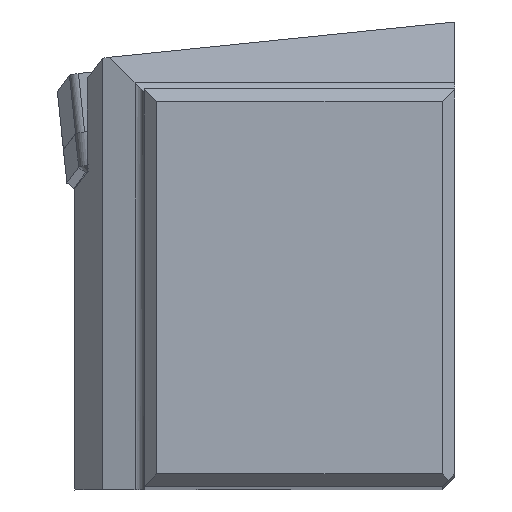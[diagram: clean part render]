
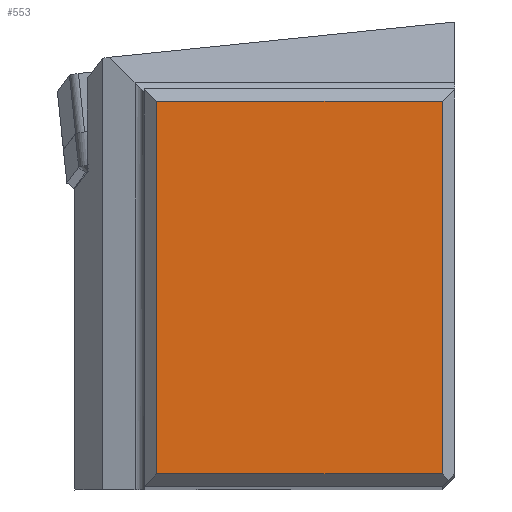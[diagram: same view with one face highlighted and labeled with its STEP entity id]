
A CAD part, top view. The second image highlights one B-rep face of the part: STEP entity #553.
In plain terms, the highlighted planar face has unit normal (0, 0, 1).
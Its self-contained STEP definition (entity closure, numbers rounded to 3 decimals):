
#367=FACE_OUTER_BOUND('',#866,.T.);
#553=ADVANCED_FACE('',(#367),#661,.T.);
#661=PLANE('',#3857);
#866=EDGE_LOOP('',(#1761,#1762,#1763,#1764));
#1761=ORIENTED_EDGE('',*,*,#2678,.T.);
#1762=ORIENTED_EDGE('',*,*,#2679,.F.);
#1763=ORIENTED_EDGE('',*,*,#2664,.T.);
#1764=ORIENTED_EDGE('',*,*,#2662,.T.);
#2191=VERTEX_POINT('',#6953);
#2192=VERTEX_POINT('',#6955);
#2193=VERTEX_POINT('',#6959);
#2199=VERTEX_POINT('',#7017);
#2662=EDGE_CURVE('',#2192,#2191,#3156,.T.);
#2664=EDGE_CURVE('',#2193,#2192,#3158,.T.);
#2678=EDGE_CURVE('',#2191,#2199,#3170,.T.);
#2679=EDGE_CURVE('',#2193,#2199,#3171,.T.);
#3156=LINE('',#6954,#3422);
#3158=LINE('',#6958,#3424);
#3170=LINE('',#7018,#3436);
#3171=LINE('',#7020,#3437);
#3422=VECTOR('',#4755,1.);
#3424=VECTOR('',#4759,1.);
#3436=VECTOR('',#4785,1.);
#3437=VECTOR('',#4788,1.);
#3857=AXIS2_PLACEMENT_3D('',#7021,#4789,#4790);
#4755=DIRECTION('',(1.,0.,0.));
#4759=DIRECTION('',(0.,-1.,0.));
#4785=DIRECTION('',(0.,1.,0.));
#4788=DIRECTION('',(1.,0.,0.));
#4789=DIRECTION('',(0.,0.,1.));
#4790=DIRECTION('',(-1.,0.,0.));
#6953=CARTESIAN_POINT('',(-1.,1.,0.));
#6954=CARTESIAN_POINT('',(-24.,1.,0.));
#6955=CARTESIAN_POINT('',(-24.,1.,0.));
#6958=CARTESIAN_POINT('',(-24.,31.,0.));
#6959=CARTESIAN_POINT('',(-24.,31.,0.));
#7017=CARTESIAN_POINT('',(-1.,31.,0.));
#7018=CARTESIAN_POINT('',(-1.,1.,0.));
#7020=CARTESIAN_POINT('',(-24.,31.,0.));
#7021=CARTESIAN_POINT('',(-12.5,16.,0.));
